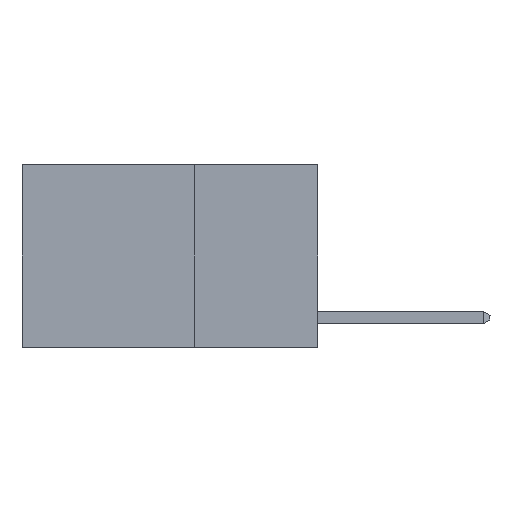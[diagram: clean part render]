
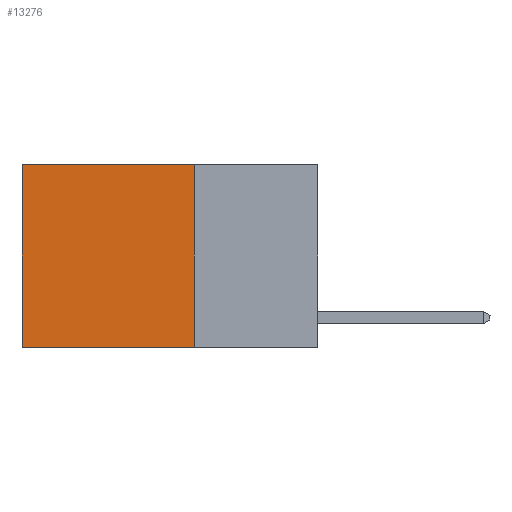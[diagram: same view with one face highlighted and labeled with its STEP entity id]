
A CAD part, left-side view. The second image highlights one B-rep face of the part: STEP entity #13276.
In plain terms, the highlighted planar face has unit normal (-1, 0, 0).
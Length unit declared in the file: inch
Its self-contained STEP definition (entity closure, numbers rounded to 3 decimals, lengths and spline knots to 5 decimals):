
#607 = CARTESIAN_POINT ( 'NONE',  ( 0.2625, 0.6, -0.37 ) ) ;
#2901 = CARTESIAN_POINT ( 'NONE',  ( 0.2625, 0.25, 0. ) ) ;
#3008 = VERTEX_POINT ( 'NONE', #23794 ) ;
#3446 = EDGE_CURVE ( 'NONE', #22849, #13509, #26412, .T. ) ;
#3563 = DIRECTION ( 'NONE',  ( 0., 1., 0. ) ) ;
#3687 = VECTOR ( 'NONE', #8450, 39.37008 ) ;
#4453 = VECTOR ( 'NONE', #10860, 39.37008 ) ;
#5016 = DIRECTION ( 'NONE',  ( 0., 1., 0. ) ) ;
#8450 = DIRECTION ( 'NONE',  ( 0., 0., -1. ) ) ;
#9068 = VECTOR ( 'NONE', #3563, 39.37008 ) ;
#10396 = CARTESIAN_POINT ( 'NONE',  ( 0.2625, 0.25, 0. ) ) ;
#10509 = LINE ( 'NONE', #2901, #21507 ) ;
#10533 = PLANE ( 'NONE',  #13786 ) ;
#10860 = DIRECTION ( 'NONE',  ( 0., 0., -1. ) ) ;
#12693 = DIRECTION ( 'NONE',  ( 1., 0., 0. ) ) ;
#13276 = ADVANCED_FACE ( 'NONE', ( #22945 ), #10533, .F. ) ;
#13509 = VERTEX_POINT ( 'NONE', #607 ) ;
#13618 = EDGE_LOOP ( 'NONE', ( #22693, #18224, #17272, #25310 ) ) ;
#13786 = AXIS2_PLACEMENT_3D ( 'NONE', #19298, #12693, #27955 ) ;
#14877 = CARTESIAN_POINT ( 'NONE',  ( 0.2625, 0.25, 0. ) ) ;
#15328 = EDGE_CURVE ( 'NONE', #16368, #3008, #10509, .T. ) ;
#16368 = VERTEX_POINT ( 'NONE', #10396 ) ;
#17272 = ORIENTED_EDGE ( 'NONE', *, *, #17594, .F. ) ;
#17594 = EDGE_CURVE ( 'NONE', #16368, #22849, #26050, .T. ) ;
#18224 = ORIENTED_EDGE ( 'NONE', *, *, #3446, .F. ) ;
#19298 = CARTESIAN_POINT ( 'NONE',  ( 0.2625, 0.25, 0. ) ) ;
#19619 = CARTESIAN_POINT ( 'NONE',  ( 0.2625, 0.6, 0. ) ) ;
#21507 = VECTOR ( 'NONE', #5016, 39.37008 ) ;
#21819 = LINE ( 'NONE', #19619, #4453 ) ;
#22693 = ORIENTED_EDGE ( 'NONE', *, *, #25023, .T. ) ;
#22849 = VERTEX_POINT ( 'NONE', #24825 ) ;
#22945 = FACE_OUTER_BOUND ( 'NONE', #13618, .T. ) ;
#23794 = CARTESIAN_POINT ( 'NONE',  ( 0.2625, 0.6, 0. ) ) ;
#24825 = CARTESIAN_POINT ( 'NONE',  ( 0.2625, 0.25, -0.37 ) ) ;
#25023 = EDGE_CURVE ( 'NONE', #3008, #13509, #21819, .T. ) ;
#25163 = CARTESIAN_POINT ( 'NONE',  ( 0.2625, 0.25, -0.37 ) ) ;
#25310 = ORIENTED_EDGE ( 'NONE', *, *, #15328, .T. ) ;
#26050 = LINE ( 'NONE', #14877, #3687 ) ;
#26412 = LINE ( 'NONE', #25163, #9068 ) ;
#27955 = DIRECTION ( 'NONE',  ( 0., 0., -1. ) ) ;
